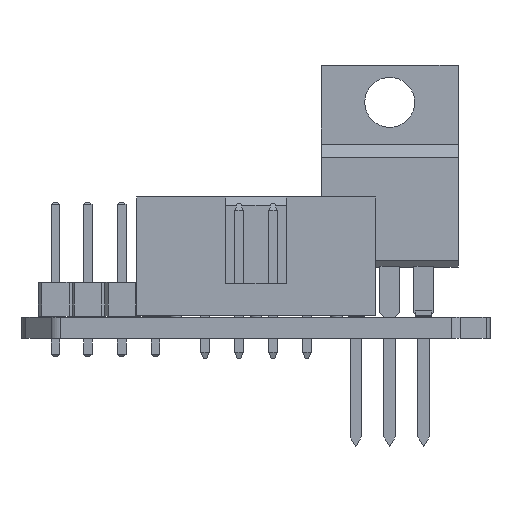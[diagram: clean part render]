
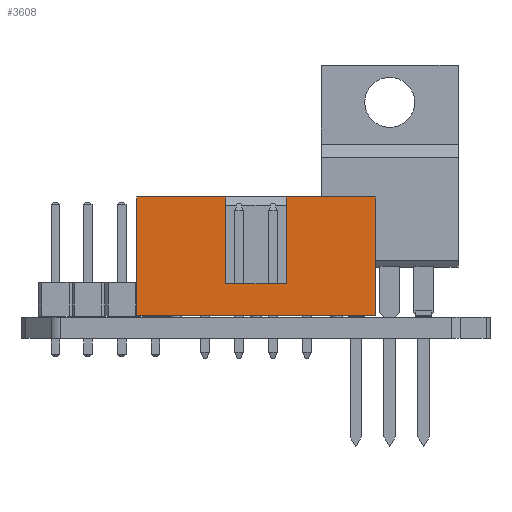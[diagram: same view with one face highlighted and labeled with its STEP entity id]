
A CAD part, front view. The second image highlights one B-rep face of the part: STEP entity #3608.
In plain terms, the highlighted planar face has unit normal (0, -1, 0).
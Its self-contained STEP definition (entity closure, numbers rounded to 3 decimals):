
#3078 = VERTEX_POINT('',#3079);
#3079 = CARTESIAN_POINT('',(8.91,-4.425,-4.425));
#3085 = EDGE_CURVE('',#3078,#3086,#3088,.T.);
#3086 = VERTEX_POINT('',#3087);
#3087 = CARTESIAN_POINT('',(-8.91,-4.425,-4.425));
#3088 = LINE('',#3089,#3090);
#3089 = CARTESIAN_POINT('',(8.91,-4.425,-4.425));
#3090 = VECTOR('',#3091,1.);
#3091 = DIRECTION('',(-1.,0.,0.));
#3608 = ADVANCED_FACE('',(#3609),#3666,.F.);
#3609 = FACE_BOUND('',#3610,.T.);
#3610 = EDGE_LOOP('',(#3611,#3621,#3629,#3637,#3645,#3651,#3652,#3660));
#3611 = ORIENTED_EDGE('',*,*,#3612,.F.);
#3612 = EDGE_CURVE('',#3613,#3615,#3617,.T.);
#3613 = VERTEX_POINT('',#3614);
#3614 = CARTESIAN_POINT('',(2.25,-4.425,-2.075));
#3615 = VERTEX_POINT('',#3616);
#3616 = CARTESIAN_POINT('',(2.25,-4.425,4.425));
#3617 = LINE('',#3618,#3619);
#3618 = CARTESIAN_POINT('',(2.25,-4.425,-2.075));
#3619 = VECTOR('',#3620,1.);
#3620 = DIRECTION('',(0.,0.,1.));
#3621 = ORIENTED_EDGE('',*,*,#3622,.T.);
#3622 = EDGE_CURVE('',#3613,#3623,#3625,.T.);
#3623 = VERTEX_POINT('',#3624);
#3624 = CARTESIAN_POINT('',(-2.25,-4.425,-2.075));
#3625 = LINE('',#3626,#3627);
#3626 = CARTESIAN_POINT('',(2.25,-4.425,-2.075));
#3627 = VECTOR('',#3628,1.);
#3628 = DIRECTION('',(-1.,0.,0.));
#3629 = ORIENTED_EDGE('',*,*,#3630,.T.);
#3630 = EDGE_CURVE('',#3623,#3631,#3633,.T.);
#3631 = VERTEX_POINT('',#3632);
#3632 = CARTESIAN_POINT('',(-2.25,-4.425,4.425));
#3633 = LINE('',#3634,#3635);
#3634 = CARTESIAN_POINT('',(-2.25,-4.425,-2.075));
#3635 = VECTOR('',#3636,1.);
#3636 = DIRECTION('',(0.,0.,1.));
#3637 = ORIENTED_EDGE('',*,*,#3638,.F.);
#3638 = EDGE_CURVE('',#3639,#3631,#3641,.T.);
#3639 = VERTEX_POINT('',#3640);
#3640 = CARTESIAN_POINT('',(-8.91,-4.425,4.425));
#3641 = LINE('',#3642,#3643);
#3642 = CARTESIAN_POINT('',(-8.91,-4.425,4.425));
#3643 = VECTOR('',#3644,1.);
#3644 = DIRECTION('',(1.,0.,0.));
#3645 = ORIENTED_EDGE('',*,*,#3646,.F.);
#3646 = EDGE_CURVE('',#3086,#3639,#3647,.T.);
#3647 = LINE('',#3648,#3649);
#3648 = CARTESIAN_POINT('',(-8.91,-4.425,-4.425));
#3649 = VECTOR('',#3650,1.);
#3650 = DIRECTION('',(0.,0.,1.));
#3651 = ORIENTED_EDGE('',*,*,#3085,.F.);
#3652 = ORIENTED_EDGE('',*,*,#3653,.F.);
#3653 = EDGE_CURVE('',#3654,#3078,#3656,.T.);
#3654 = VERTEX_POINT('',#3655);
#3655 = CARTESIAN_POINT('',(8.91,-4.425,4.425));
#3656 = LINE('',#3657,#3658);
#3657 = CARTESIAN_POINT('',(8.91,-4.425,4.425));
#3658 = VECTOR('',#3659,1.);
#3659 = DIRECTION('',(0.,0.,-1.));
#3660 = ORIENTED_EDGE('',*,*,#3661,.F.);
#3661 = EDGE_CURVE('',#3615,#3654,#3662,.T.);
#3662 = LINE('',#3663,#3664);
#3663 = CARTESIAN_POINT('',(-8.91,-4.425,4.425));
#3664 = VECTOR('',#3665,1.);
#3665 = DIRECTION('',(1.,0.,0.));
#3666 = PLANE('',#3667);
#3667 = AXIS2_PLACEMENT_3D('',#3668,#3669,#3670);
#3668 = CARTESIAN_POINT('',(0.,-4.425,0.));
#3669 = DIRECTION('',(0.,1.,0.));
#3670 = DIRECTION('',(0.,0.,1.));
